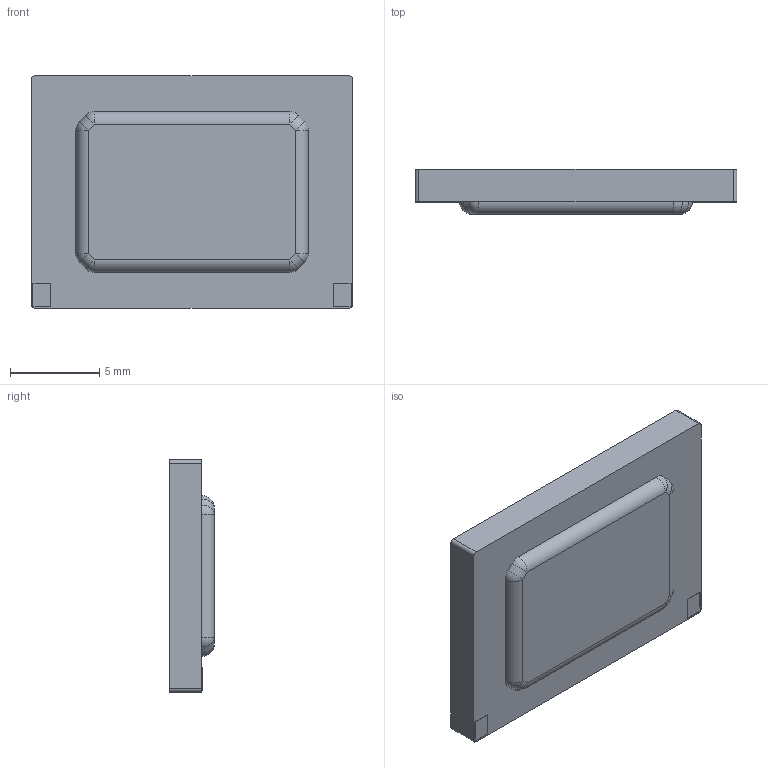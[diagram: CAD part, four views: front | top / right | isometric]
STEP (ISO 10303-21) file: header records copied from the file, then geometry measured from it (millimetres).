
FILE_DESCRIPTION (( 'STEP AP203' ), '1' );
FILE_NAME ('SP-1813S.STEP', '2016-09-08T21:03:39', ( 'Gem' ), ( '' ), 'SwSTEP 2.0', 'SolidWorks 2013', '' );
FILE_SCHEMA (( 'CONFIG_CONTROL_DESIGN' ));
Length unit declared in the file: millimetre
Products named in the file (1): SP-1813S
Bounding box: 18 x 2.5 x 13 mm (x, y, z)
Volume: 363 mm3; surface area: 658.6 mm2
Topology: 1 solids, 1 shells, 55 faces, 144 edges, 88 vertices
Faces by surface type: plane 27, cylinder 20, sphere 8
Entity records: 1713 total; most frequent: DIRECTION 296, CARTESIAN_POINT 280, ORIENTED_EDGE 272, EDGE_CURVE 136, AXIS2_PLACEMENT_3D 104, VERTEX_POINT 88, VECTOR 88, LINE 88
